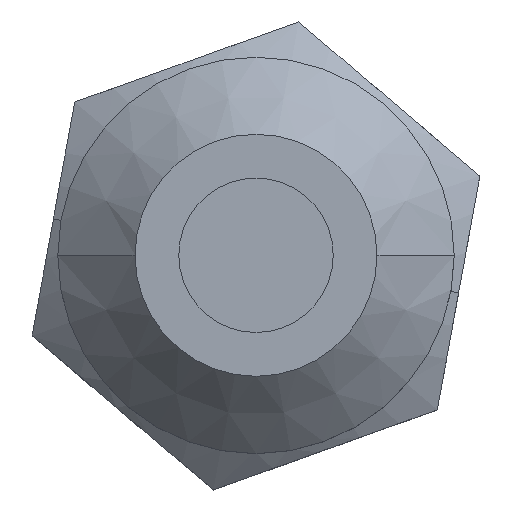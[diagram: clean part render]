
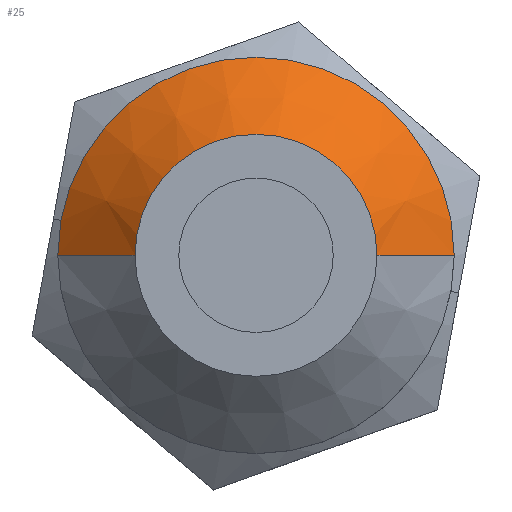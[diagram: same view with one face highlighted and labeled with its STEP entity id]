
A CAD part, top view. The second image highlights one B-rep face of the part: STEP entity #25.
In plain terms, the highlighted conical face has half-angle 45 degrees and reference radius 2.35 mm.
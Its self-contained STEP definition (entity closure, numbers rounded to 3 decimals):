
#25 = ADVANCED_FACE ( 'NONE', ( #645 ), #2442, .T. ) ;
#645 = FACE_OUTER_BOUND ( 'NONE', #3659, .T. ) ;
#753 = VERTEX_POINT ( 'NONE', #2025 ) ;
#869 = DIRECTION ( 'NONE',  ( 1., 0., 0. ) ) ;
#893 = EDGE_CURVE ( 'NONE', #753, #6716, #3027, .T. ) ;
#1286 = VECTOR ( 'NONE', #9272, 1000. ) ;
#1836 = DIRECTION ( 'NONE',  ( 0., 0., 1. ) ) ;
#1925 = AXIS2_PLACEMENT_3D ( 'NONE', #4650, #7700, #869 ) ;
#2025 = CARTESIAN_POINT ( 'NONE',  ( -3.85, 0., -1.5 ) ) ;
#2442 = CONICAL_SURFACE ( 'NONE', #9459, 2.35, 0.785 ) ;
#2452 = ORIENTED_EDGE ( 'NONE', *, *, #9632, .T. ) ;
#2507 = CIRCLE ( 'NONE', #4091, 2.35 ) ;
#3027 = CIRCLE ( 'NONE', #1925, 3.85 ) ;
#3174 = LINE ( 'NONE', #6216, #1286 ) ;
#3261 = LINE ( 'NONE', #6302, #5227 ) ;
#3659 = EDGE_LOOP ( 'NONE', ( #7673, #2452, #5976, #8425 ) ) ;
#3684 = CARTESIAN_POINT ( 'NONE',  ( 0., 0., 0. ) ) ;
#4091 = AXIS2_PLACEMENT_3D ( 'NONE', #8678, #1836, #4865 ) ;
#4482 = VERTEX_POINT ( 'NONE', #9059 ) ;
#4650 = CARTESIAN_POINT ( 'NONE',  ( 0., 0., -1.5 ) ) ;
#4865 = DIRECTION ( 'NONE',  ( 1., 0., 0. ) ) ;
#5041 = EDGE_CURVE ( 'NONE', #9464, #4482, #2507, .T. ) ;
#5227 = VECTOR ( 'NONE', #9352, 1000. ) ;
#5433 = CARTESIAN_POINT ( 'NONE',  ( 2.35, 0., 0. ) ) ;
#5885 = EDGE_CURVE ( 'NONE', #4482, #753, #3261, .T. ) ;
#5976 = ORIENTED_EDGE ( 'NONE', *, *, #893, .F. ) ;
#6216 = CARTESIAN_POINT ( 'NONE',  ( 2.35, 0., 0. ) ) ;
#6302 = CARTESIAN_POINT ( 'NONE',  ( -2.35, 0., 0. ) ) ;
#6716 = VERTEX_POINT ( 'NONE', #8616 ) ;
#6724 = DIRECTION ( 'NONE',  ( 0., 0., -1. ) ) ;
#7673 = ORIENTED_EDGE ( 'NONE', *, *, #5041, .F. ) ;
#7700 = DIRECTION ( 'NONE',  ( 0., 0., -1. ) ) ;
#8425 = ORIENTED_EDGE ( 'NONE', *, *, #5885, .F. ) ;
#8616 = CARTESIAN_POINT ( 'NONE',  ( 3.85, 0., -1.5 ) ) ;
#8678 = CARTESIAN_POINT ( 'NONE',  ( 0., 0., 0. ) ) ;
#9059 = CARTESIAN_POINT ( 'NONE',  ( -2.35, 0., 0. ) ) ;
#9272 = DIRECTION ( 'NONE',  ( 0.707, 0., -0.707 ) ) ;
#9352 = DIRECTION ( 'NONE',  ( -0.707, 0., -0.707 ) ) ;
#9459 = AXIS2_PLACEMENT_3D ( 'NONE', #3684, #6724, #9762 ) ;
#9464 = VERTEX_POINT ( 'NONE', #5433 ) ;
#9632 = EDGE_CURVE ( 'NONE', #9464, #6716, #3174, .T. ) ;
#9762 = DIRECTION ( 'NONE',  ( -1., 0., 0. ) ) ;
